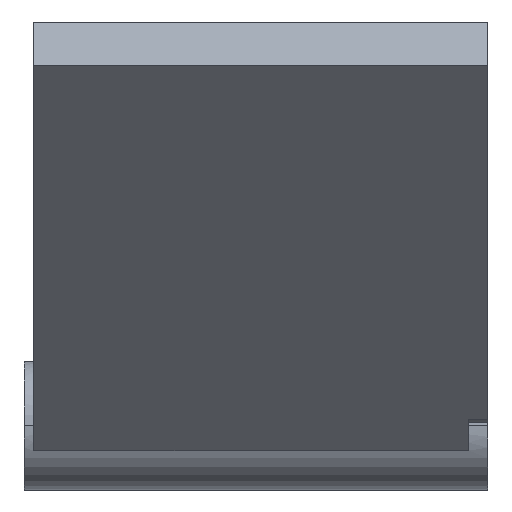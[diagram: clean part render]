
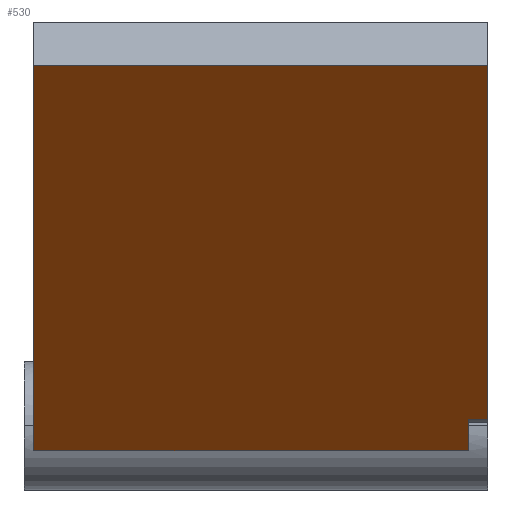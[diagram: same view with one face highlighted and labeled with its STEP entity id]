
A CAD part, top view. The second image highlights one B-rep face of the part: STEP entity #530.
In plain terms, the highlighted planar face has unit normal (0, -0.707, 0.707).
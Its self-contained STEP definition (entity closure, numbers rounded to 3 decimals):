
#7 = ORIENTED_EDGE ( 'NONE', *, *, #629, .T. ) ;
#39 = DIRECTION ( 'NONE',  ( 0., 0.707, 0.707 ) ) ;
#75 = LINE ( 'NONE', #437, #860 ) ;
#78 = ORIENTED_EDGE ( 'NONE', *, *, #476, .F. ) ;
#83 = DIRECTION ( 'NONE',  ( -1., 0., 0. ) ) ;
#110 = AXIS2_PLACEMENT_3D ( 'NONE', #241, #192, #542 ) ;
#115 = VECTOR ( 'NONE', #583, 1000. ) ;
#169 = LINE ( 'NONE', #680, #578 ) ;
#192 = DIRECTION ( 'NONE',  ( 0., -0.707, 0.707 ) ) ;
#196 = VERTEX_POINT ( 'NONE', #714 ) ;
#214 = CARTESIAN_POINT ( 'NONE',  ( 28.078, -27.011, 10.003 ) ) ;
#219 = LINE ( 'NONE', #214, #1098 ) ;
#237 = EDGE_CURVE ( 'NONE', #744, #943, #219, .T. ) ;
#239 = CARTESIAN_POINT ( 'NONE',  ( -8.589, -27.011, 10.003 ) ) ;
#241 = CARTESIAN_POINT ( 'NONE',  ( 29.744, -27.011, 10.003 ) ) ;
#279 = ORIENTED_EDGE ( 'NONE', *, *, #710, .T. ) ;
#350 = PLANE ( 'NONE',  #110 ) ;
#378 = CARTESIAN_POINT ( 'NONE',  ( 29.744, 0.148, 37.162 ) ) ;
#398 = CARTESIAN_POINT ( 'NONE',  ( 29.744, 30.011, 67.025 ) ) ;
#400 = CARTESIAN_POINT ( 'NONE',  ( 28.078, -2.447, 34.567 ) ) ;
#437 = CARTESIAN_POINT ( 'NONE',  ( 29.744, -27.011, 10.003 ) ) ;
#444 = LINE ( 'NONE', #704, #741 ) ;
#476 = EDGE_CURVE ( 'NONE', #744, #872, #169, .T. ) ;
#502 = ORIENTED_EDGE ( 'NONE', *, *, #940, .F. ) ;
#526 = EDGE_CURVE ( 'NONE', #196, #867, #75, .T. ) ;
#527 = CARTESIAN_POINT ( 'NONE',  ( -8.589, 30.011, 67.025 ) ) ;
#530 = ADVANCED_FACE ( 'NONE', ( #1151 ), #350, .T. ) ;
#542 = DIRECTION ( 'NONE',  ( -1., 0., 0. ) ) ;
#550 = VERTEX_POINT ( 'NONE', #527 ) ;
#572 = DIRECTION ( 'NONE',  ( 1., 0., 0. ) ) ;
#578 = VECTOR ( 'NONE', #83, 1000. ) ;
#583 = DIRECTION ( 'NONE',  ( 0., 0.707, 0.707 ) ) ;
#619 = DIRECTION ( 'NONE',  ( -1., 0., 0. ) ) ;
#629 = EDGE_CURVE ( 'NONE', #867, #550, #444, .T. ) ;
#646 = EDGE_LOOP ( 'NONE', ( #1044, #279, #865, #7, #502, #78 ) ) ;
#670 = LINE ( 'NONE', #239, #115 ) ;
#680 = CARTESIAN_POINT ( 'NONE',  ( 29.744, -2.447, 34.567 ) ) ;
#704 = CARTESIAN_POINT ( 'NONE',  ( 29.744, 30.011, 67.025 ) ) ;
#710 = EDGE_CURVE ( 'NONE', #943, #196, #994, .T. ) ;
#714 = CARTESIAN_POINT ( 'NONE',  ( 29.744, 0.148, 37.162 ) ) ;
#741 = VECTOR ( 'NONE', #619, 1000. ) ;
#744 = VERTEX_POINT ( 'NONE', #400 ) ;
#762 = CARTESIAN_POINT ( 'NONE',  ( -8.589, -2.447, 34.567 ) ) ;
#790 = DIRECTION ( 'NONE',  ( 0., 0.707, 0.707 ) ) ;
#860 = VECTOR ( 'NONE', #790, 1000. ) ;
#865 = ORIENTED_EDGE ( 'NONE', *, *, #526, .T. ) ;
#867 = VERTEX_POINT ( 'NONE', #398 ) ;
#872 = VERTEX_POINT ( 'NONE', #762 ) ;
#878 = VECTOR ( 'NONE', #572, 1000. ) ;
#939 = CARTESIAN_POINT ( 'NONE',  ( 28.078, 0.148, 37.162 ) ) ;
#940 = EDGE_CURVE ( 'NONE', #872, #550, #670, .T. ) ;
#943 = VERTEX_POINT ( 'NONE', #939 ) ;
#994 = LINE ( 'NONE', #378, #878 ) ;
#1044 = ORIENTED_EDGE ( 'NONE', *, *, #237, .T. ) ;
#1098 = VECTOR ( 'NONE', #39, 1000. ) ;
#1151 = FACE_OUTER_BOUND ( 'NONE', #646, .T. ) ;
